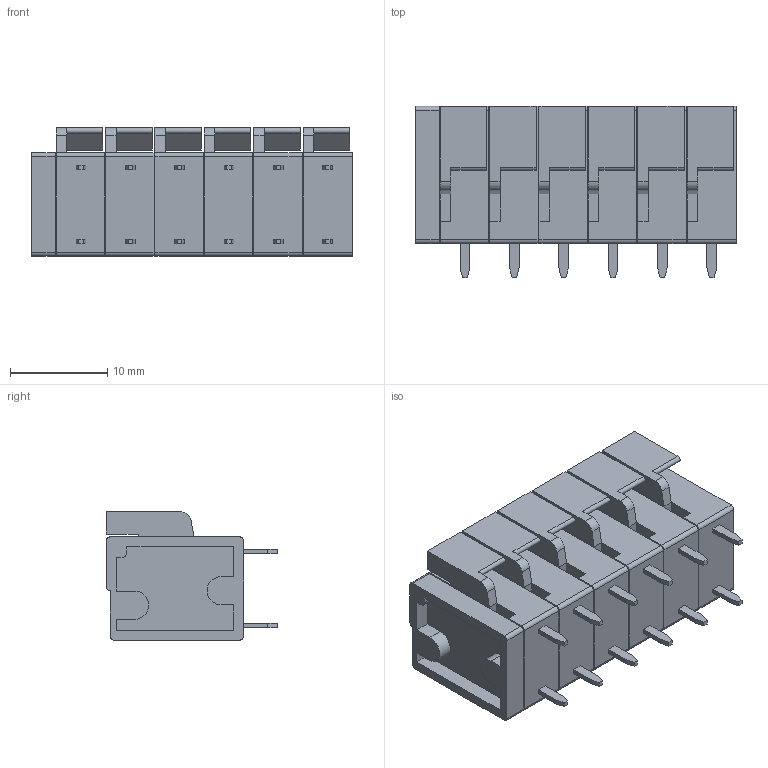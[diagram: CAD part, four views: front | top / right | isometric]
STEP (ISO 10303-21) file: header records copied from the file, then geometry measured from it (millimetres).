
FILE_DESCRIPTION (( 'STEP AP214' ), '1' );
FILE_NAME ('DG142V-6-5.08.STEP', '2019-09-10T22:11:09', ( '砐錪賧瘔蠈錪 Windows' ), ( '' ), 'SwSTEP 2.0', 'SolidWorks 2019', '' );
FILE_SCHEMA (( 'AUTOMOTIVE_DESIGN' ));
Length unit declared in the file: millimetre
Products named in the file (1): DG142V-6-5.08
Bounding box: 33.02 x 17.6 x 13.2 mm (x, y, z)
Volume: 4579.1 mm3; surface area: 5195.1 mm2
Topology: 25 solids, 25 shells, 391 faces, 981 edges, 650 vertices
Faces by surface type: plane 303, cylinder 76, cone 12
Entity records: 13021 total; most frequent: CARTESIAN_POINT 2023, ORIENTED_EDGE 1962, DIRECTION 1929, EDGE_CURVE 981, VECTOR 817, LINE 817, VERTEX_POINT 650, AXIS2_PLACEMENT_3D 556
